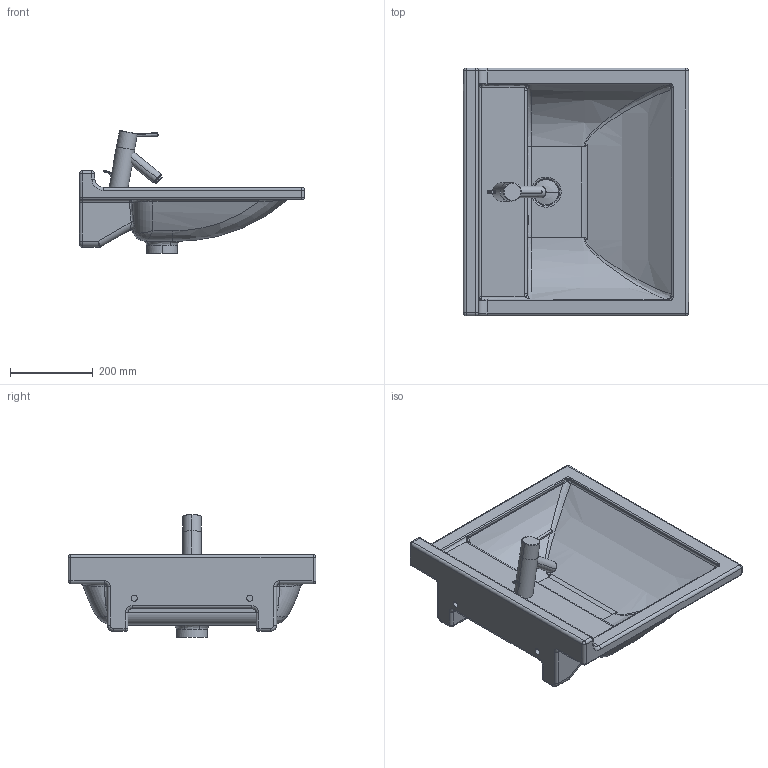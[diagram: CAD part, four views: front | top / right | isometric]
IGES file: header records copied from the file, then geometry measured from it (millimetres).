
Global section: file name: No Iges File Name specified; native system: Autodesk Inventor 2011; preprocessor: AutoDesk Inventor Iges Exporter R2011; author: Administrator; date: 20150628.182629; units: millimetre
Bounding box: 545.07 x 600.06 x 297.4 mm (x, y, z)
Volume: 11849235.7 mm3; surface area: 1095486.2 mm2
Topology: 8 solids, 8 shells, 305 faces, 726 edges, 408 vertices
Faces by surface type: cylinder 80, plane 63, bspline 62, revolution 50, torus 35, sphere 13, cone 2
